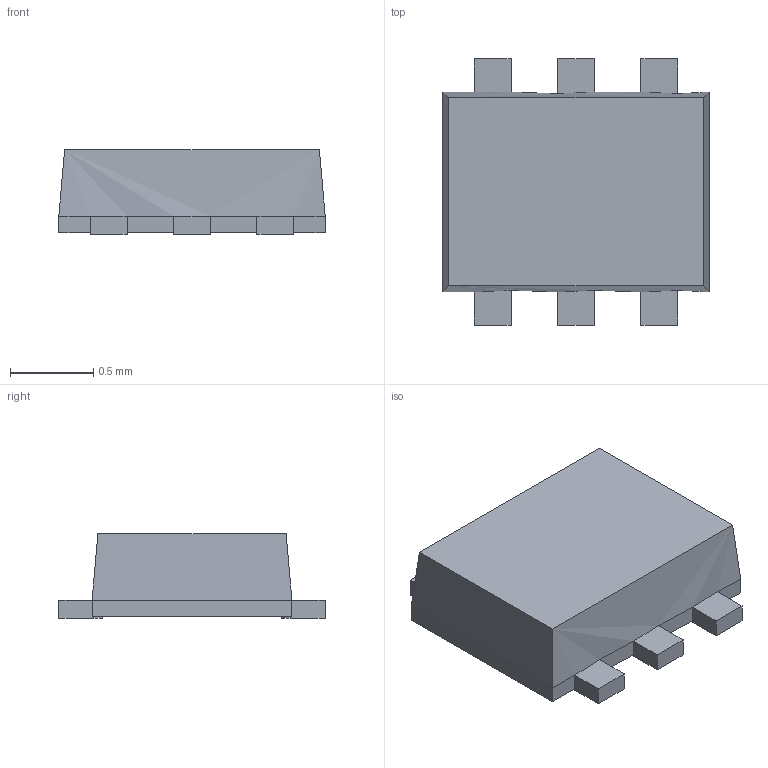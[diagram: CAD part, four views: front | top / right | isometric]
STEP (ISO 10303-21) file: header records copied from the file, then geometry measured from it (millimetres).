
FILE_DESCRIPTION( (''), '2;1');
FILE_NAME ('3D_Model_EMT6.stp','2019-08-19T10:48:26',(''),(''),'spGate 14.4.10','','');
FILE_SCHEMA (('AUTOMOTIVE_DESIGN'));
Length unit declared in the file: millimetre
Products named in the file (8): Assembly; 3D_Model_EMT6-prt0; 3D_Model_EMT6-prt1; 3D_Model_EMT6-prt2; 3D_Model_EMT6-prt3; 3D_Model_EMT6-prt4; 3D_Model_EMT6-prt5; 3D_Model_EMT6-prt6
Assembly tree (7 placements, depth 2):
  Assembly
    3D_Model_EMT6-prt0
    3D_Model_EMT6-prt1
    3D_Model_EMT6-prt2
    3D_Model_EMT6-prt3
    3D_Model_EMT6-prt4
    3D_Model_EMT6-prt5
    3D_Model_EMT6-prt6
Bounding box: 1.6 x 1.6 x 0.51 mm (x, y, z)
Volume: 1 mm3; surface area: 7.7 mm2
Topology: 7 solids, 7 shells, 90 faces, 212 edges, 136 vertices
Faces by surface type: plane 66, cylinder 24
Entity records: 4468 total; most frequent: CARTESIAN_POINT 522, ORIENTED_EDGE 424, DIRECTION 404, COLOUR_RGB 309, PRESENTATION_STYLE_ASSIGNMENT 309, STYLED_ITEM 309, EDGE_CURVE 212, DRAUGHTING_PRE_DEFINED_CURVE_FONT 212
